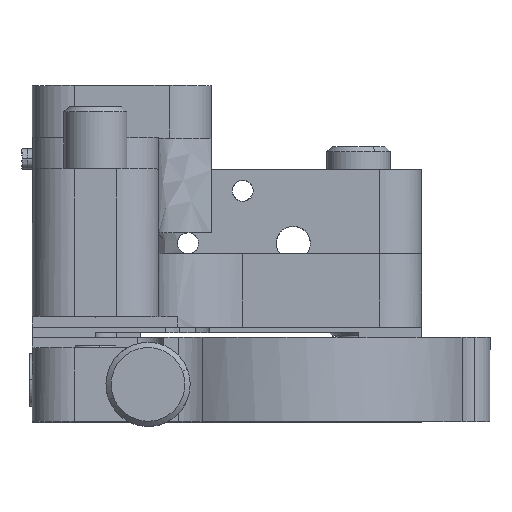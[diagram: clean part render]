
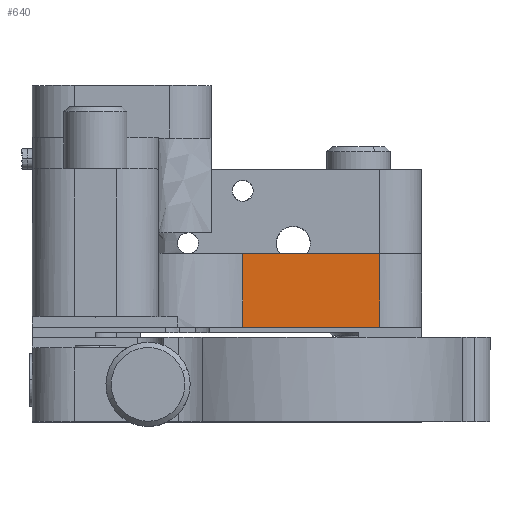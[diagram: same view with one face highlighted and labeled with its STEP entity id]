
A CAD part, top view. The second image highlights one B-rep face of the part: STEP entity #640.
In plain terms, the highlighted free-form (B-spline) face has degree [1, 1] with [2, 2] control points.
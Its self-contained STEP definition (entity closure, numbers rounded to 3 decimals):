
#640=ADVANCED_FACE('',(#1087),#15900,.T.);
#1087=FACE_OUTER_BOUND('',#1573,.T.);
#1573=EDGE_LOOP('',(#2890,#2891,#2892,#2893));
#2890=ORIENTED_EDGE('',*,*,#13026,.F.);
#2891=ORIENTED_EDGE('',*,*,#12767,.F.);
#2892=ORIENTED_EDGE('',*,*,#13027,.T.);
#2893=ORIENTED_EDGE('',*,*,#12970,.F.);
#4757=PCURVE('',#15873,#7131);
#5080=PCURVE('',#15890,#7454);
#5262=PCURVE('',#16096,#7636);
#5264=PCURVE('',#15900,#7638);
#5265=PCURVE('',#15900,#7639);
#5266=PCURVE('',#15900,#7640);
#5267=PCURVE('',#15900,#7641);
#5269=PCURVE('',#16097,#7643);
#7131=DEFINITIONAL_REPRESENTATION('',(#9485),#34671);
#7454=DEFINITIONAL_REPRESENTATION('',(#9840),#34671);
#7636=DEFINITIONAL_REPRESENTATION('',(#9991),#34671);
#7638=DEFINITIONAL_REPRESENTATION('',(#9993),#34671);
#7639=DEFINITIONAL_REPRESENTATION('',(#9994),#34671);
#7640=DEFINITIONAL_REPRESENTATION('',(#9996),#34671);
#7641=DEFINITIONAL_REPRESENTATION('',(#9997),#34671);
#7643=DEFINITIONAL_REPRESENTATION('',(#9999),#34671);
#9484=B_SPLINE_CURVE_WITH_KNOTS('',1,(#21321,#21322),.UNSPECIFIED.,.F.,
 .F.,(2,2),(-13.,0.),.UNSPECIFIED.);
#9485=B_SPLINE_CURVE_WITH_KNOTS('',1,(#21323,#21324),.UNSPECIFIED.,.F.,
 .F.,(2,2),(-13.,0.),.UNSPECIFIED.);
#9839=B_SPLINE_CURVE_WITH_KNOTS('',1,(#23083,#23084),.UNSPECIFIED.,.F.,
 .F.,(2,2),(0.,13.),.UNSPECIFIED.);
#9840=B_SPLINE_CURVE_WITH_KNOTS('',1,(#23085,#23086),.UNSPECIFIED.,.F.,
 .F.,(2,2),(0.,13.),.UNSPECIFIED.);
#9991=B_SPLINE_CURVE_WITH_KNOTS('',1,(#23738,#23739),.UNSPECIFIED.,.F.,
 .F.,(2,2),(0.,7.),.UNSPECIFIED.);
#9993=B_SPLINE_CURVE_WITH_KNOTS('',1,(#23742,#23743),.UNSPECIFIED.,.F.,
 .F.,(2,2),(0.,7.),.UNSPECIFIED.);
#9994=B_SPLINE_CURVE_WITH_KNOTS('',1,(#23744,#23745),.UNSPECIFIED.,.F.,
 .F.,(2,2),(-13.,0.),.UNSPECIFIED.);
#9995=B_SPLINE_CURVE_WITH_KNOTS('',1,(#23746,#23747),.UNSPECIFIED.,.F.,
 .F.,(2,2),(0.,7.),.UNSPECIFIED.);
#9996=B_SPLINE_CURVE_WITH_KNOTS('',1,(#23748,#23749),.UNSPECIFIED.,.F.,
 .F.,(2,2),(0.,7.),.UNSPECIFIED.);
#9997=B_SPLINE_CURVE_WITH_KNOTS('',1,(#23750,#23751),.UNSPECIFIED.,.F.,
 .F.,(2,2),(0.,13.),.UNSPECIFIED.);
#9999=B_SPLINE_CURVE_WITH_KNOTS('',1,(#23754,#23755),.UNSPECIFIED.,.F.,
 .F.,(2,2),(0.,7.),.UNSPECIFIED.);
#11553=SURFACE_CURVE('',#9484,(#4757,#5265),.PCURVE_S1.);
#11756=SURFACE_CURVE('',#9839,(#5080,#5267),.PCURVE_S1.);
#11812=SURFACE_CURVE('',#14259,(#5262,#5264),.PCURVE_S1.);
#11813=SURFACE_CURVE('',#9995,(#5266,#5269),.PCURVE_S1.);
#12767=EDGE_CURVE('',#15202,#15203,#11553,.T.);
#12970=EDGE_CURVE('',#15349,#15350,#11756,.T.);
#13026=EDGE_CURVE('',#15203,#15349,#11812,.T.);
#13027=EDGE_CURVE('',#15202,#15350,#11813,.T.);
#14259=(
BOUNDED_CURVE()
B_SPLINE_CURVE(1,(#23736,#23737),.UNSPECIFIED.,.F.,.F.)
B_SPLINE_CURVE_WITH_KNOTS((2,2),(0.,7.),.UNSPECIFIED.)
CURVE()
GEOMETRIC_REPRESENTATION_ITEM()
RATIONAL_B_SPLINE_CURVE((1.,1.))
REPRESENTATION_ITEM('')
);
#15202=VERTEX_POINT('',#21035);
#15203=VERTEX_POINT('',#21036);
#15349=VERTEX_POINT('',#21182);
#15350=VERTEX_POINT('',#21183);
#15873=B_SPLINE_SURFACE_WITH_KNOTS('',1,1,((#19909,#19910),(#19911,#19912)),
 .UNSPECIFIED.,.F.,.F.,.F.,(2,2),(2,2),(0.,44.64),
(0.,8.64),.UNSPECIFIED.);
#15890=B_SPLINE_SURFACE_WITH_KNOTS('',1,1,((#20609,#20610),(#20611,#20612)),
 .UNSPECIFIED.,.F.,.F.,.F.,(2,2),(2,2),(-44.64,0.),
(0.,50.64),.UNSPECIFIED.);
#15900=B_SPLINE_SURFACE_WITH_KNOTS('',1,1,((#20973,#20974),(#20975,#20976)),
 .UNSPECIFIED.,.F.,.F.,.F.,(2,2),(2,2),(0.,8.64),
(-15.84,0.),.UNSPECIFIED.);
#16096=(
BOUNDED_SURFACE()
B_SPLINE_SURFACE(1,2,((#20955,#20956,#20957,#20958,#20959,#20960,#20961,
#20962,#20963),(#20964,#20965,#20966,#20967,#20968,#20969,#20970,#20971,
#20972)),.UNSPECIFIED.,.F.,.F.,.F.)
B_SPLINE_SURFACE_WITH_KNOTS((2,2),(3,2,2,2,3),(0.,8.64),(0.,
1.571,3.142,4.712,6.283),
 .UNSPECIFIED.)
GEOMETRIC_REPRESENTATION_ITEM()
RATIONAL_B_SPLINE_SURFACE(((1.,0.707,1.,0.707,1.,
0.707,1.,0.707,1.),(1.,0.707,1.,0.707,
1.,0.707,1.,0.707,1.)))
REPRESENTATION_ITEM('')
SURFACE()
);
#16097=(
BOUNDED_SURFACE()
B_SPLINE_SURFACE(2,1,((#20977,#20978),(#20979,#20980),(#20981,#20982),(#20983,
#20984),(#20985,#20986),(#20987,#20988),(#20989,#20990),(#20991,#20992),
(#20993,#20994)),.UNSPECIFIED.,.T.,.F.,.F.)
B_SPLINE_SURFACE_WITH_KNOTS((3,2,2,2,3),(2,2),(0.,1.571,3.142,
4.712,6.283),(0.,8.64),.UNSPECIFIED.)
GEOMETRIC_REPRESENTATION_ITEM()
RATIONAL_B_SPLINE_SURFACE(((1.,1.),(0.707,0.707),
(1.,1.),(0.707,0.707),(1.,1.),(0.707,
0.707),(1.,1.),(0.707,0.707),(1.,1.)))
REPRESENTATION_ITEM('')
SURFACE()
);
#19909=CARTESIAN_POINT('',(118.466,12.705,-1.));
#19910=CARTESIAN_POINT('',(118.466,21.345,-1.));
#19911=CARTESIAN_POINT('',(73.826,12.705,-1.));
#19912=CARTESIAN_POINT('',(73.826,21.345,-1.));
#20609=CARTESIAN_POINT('',(73.826,-10.795,6.));
#20610=CARTESIAN_POINT('',(73.826,39.845,6.));
#20611=CARTESIAN_POINT('',(118.466,-10.795,6.));
#20612=CARTESIAN_POINT('',(118.466,39.845,6.));
#20955=CARTESIAN_POINT('',(94.646,33.525,6.82));
#20956=CARTESIAN_POINT('',(102.646,33.525,6.82));
#20957=CARTESIAN_POINT('',(102.646,25.525,6.82));
#20958=CARTESIAN_POINT('',(102.646,17.525,6.82));
#20959=CARTESIAN_POINT('',(94.646,17.525,6.82));
#20960=CARTESIAN_POINT('',(86.646,17.525,6.82));
#20961=CARTESIAN_POINT('',(86.646,25.525,6.82));
#20962=CARTESIAN_POINT('',(86.646,33.525,6.82));
#20963=CARTESIAN_POINT('',(94.646,33.525,6.82));
#20964=CARTESIAN_POINT('',(94.646,33.525,-1.82));
#20965=CARTESIAN_POINT('',(102.646,33.525,-1.82));
#20966=CARTESIAN_POINT('',(102.646,25.525,-1.82));
#20967=CARTESIAN_POINT('',(102.646,17.525,-1.82));
#20968=CARTESIAN_POINT('',(94.646,17.525,-1.82));
#20969=CARTESIAN_POINT('',(86.646,17.525,-1.82));
#20970=CARTESIAN_POINT('',(86.646,25.525,-1.82));
#20971=CARTESIAN_POINT('',(86.646,33.525,-1.82));
#20972=CARTESIAN_POINT('',(94.646,33.525,-1.82));
#20973=CARTESIAN_POINT('',(80.226,17.525,-1.82));
#20974=CARTESIAN_POINT('',(96.066,17.525,-1.82));
#20975=CARTESIAN_POINT('',(80.226,17.525,6.82));
#20976=CARTESIAN_POINT('',(96.066,17.525,6.82));
#20977=CARTESIAN_POINT('',(81.646,9.525,6.82));
#20978=CARTESIAN_POINT('',(81.646,9.525,-1.82));
#20979=CARTESIAN_POINT('',(77.646,9.525,6.82));
#20980=CARTESIAN_POINT('',(77.646,9.525,-1.82));
#20981=CARTESIAN_POINT('',(77.646,13.525,6.82));
#20982=CARTESIAN_POINT('',(77.646,13.525,-1.82));
#20983=CARTESIAN_POINT('',(77.646,17.525,6.82));
#20984=CARTESIAN_POINT('',(77.646,17.525,-1.82));
#20985=CARTESIAN_POINT('',(81.646,17.525,6.82));
#20986=CARTESIAN_POINT('',(81.646,17.525,-1.82));
#20987=CARTESIAN_POINT('',(85.646,17.525,6.82));
#20988=CARTESIAN_POINT('',(85.646,17.525,-1.82));
#20989=CARTESIAN_POINT('',(85.646,13.525,6.82));
#20990=CARTESIAN_POINT('',(85.646,13.525,-1.82));
#20991=CARTESIAN_POINT('',(85.646,9.525,6.82));
#20992=CARTESIAN_POINT('',(85.646,9.525,-1.82));
#20993=CARTESIAN_POINT('',(81.646,9.525,6.82));
#20994=CARTESIAN_POINT('',(81.646,9.525,-1.82));
#21035=CARTESIAN_POINT('',(81.646,17.525,-1.));
#21036=CARTESIAN_POINT('',(94.646,17.525,-1.));
#21182=CARTESIAN_POINT('',(94.646,17.525,6.));
#21183=CARTESIAN_POINT('',(81.646,17.525,6.));
#21321=CARTESIAN_POINT('',(81.646,17.525,-1.));
#21322=CARTESIAN_POINT('',(94.646,17.525,-1.));
#21323=CARTESIAN_POINT('',(36.82,4.82));
#21324=CARTESIAN_POINT('',(23.82,4.82));
#23083=CARTESIAN_POINT('',(94.646,17.525,6.));
#23084=CARTESIAN_POINT('',(81.646,17.525,6.));
#23085=CARTESIAN_POINT('',(-23.82,28.32));
#23086=CARTESIAN_POINT('',(-36.82,28.32));
#23736=CARTESIAN_POINT('',(94.646,17.525,-1.));
#23737=CARTESIAN_POINT('',(94.646,17.525,6.));
#23738=CARTESIAN_POINT('',(7.82,3.142));
#23739=CARTESIAN_POINT('',(0.82,3.142));
#23742=CARTESIAN_POINT('',(0.82,-1.42));
#23743=CARTESIAN_POINT('',(7.82,-1.42));
#23744=CARTESIAN_POINT('',(0.82,-14.42));
#23745=CARTESIAN_POINT('',(0.82,-1.42));
#23746=CARTESIAN_POINT('',(81.646,17.525,-1.));
#23747=CARTESIAN_POINT('',(81.646,17.525,6.));
#23748=CARTESIAN_POINT('',(0.82,-14.42));
#23749=CARTESIAN_POINT('',(7.82,-14.42));
#23750=CARTESIAN_POINT('',(7.82,-1.42));
#23751=CARTESIAN_POINT('',(7.82,-14.42));
#23754=CARTESIAN_POINT('',(3.142,7.82));
#23755=CARTESIAN_POINT('',(3.142,0.82));
#34671=(
GEOMETRIC_REPRESENTATION_CONTEXT(2)
PARAMETRIC_REPRESENTATION_CONTEXT()
REPRESENTATION_CONTEXT('pspace','')
);
